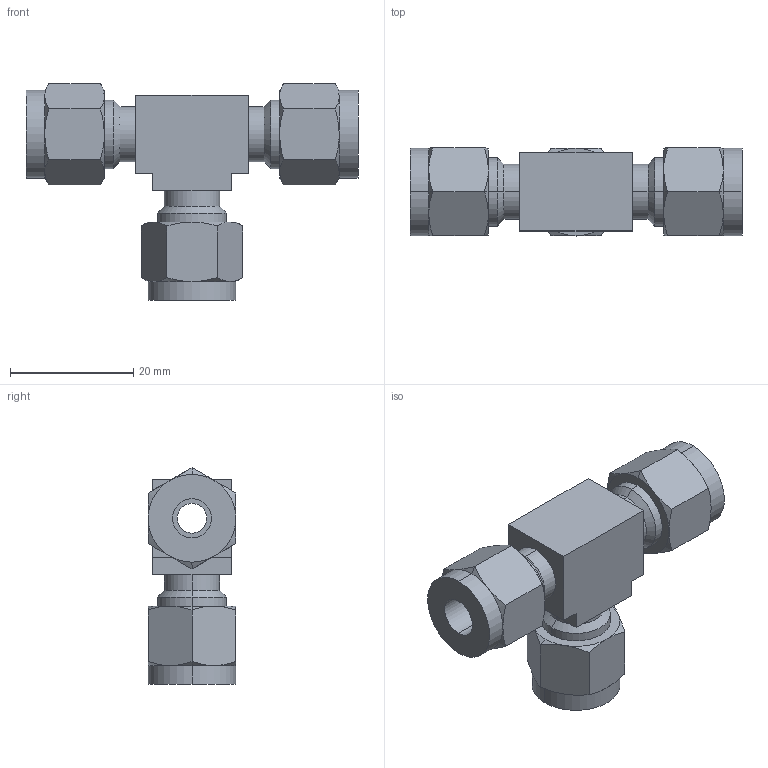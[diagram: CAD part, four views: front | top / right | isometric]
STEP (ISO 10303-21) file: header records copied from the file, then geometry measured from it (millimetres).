
FILE_DESCRIPTION(('starvars output'),'2;1');
FILE_NAME('cv20221130211538000015525.stp','21:15:38 2022/11/30',( 'Thomas Industrial Network Germany GmbH'),( 'Thomas Industrial Network Germany GmbH'),'unknown preprocess','ACIS' ,'unknown authorization');
FILE_SCHEMA(('AUTOMOTIVE_DESIGN_CC2 {UNKNOWN IMPLEMENTATION LEVEL}'));
Length unit declared in the file: millimetre
Products named in the file (1): PRODUCT_ID_1
Bounding box: 53.85 x 14.22 x 35.14 mm (x, y, z)
Volume: 9018.3 mm3; surface area: 5604.8 mm2
Topology: 1 solids, 1 shells, 119 faces, 261 edges, 152 vertices
Faces by surface type: cone 54, plane 37, cylinder 28
Entity records: 3530 total; most frequent: CARTESIAN_POINT 546, ORIENTED_EDGE 522, DIRECTION 269, EDGE_CURVE 261, VERTEX_POINT 152, EDGE_LOOP 131, FACE_BOUND 131, STYLED_ITEM 120
